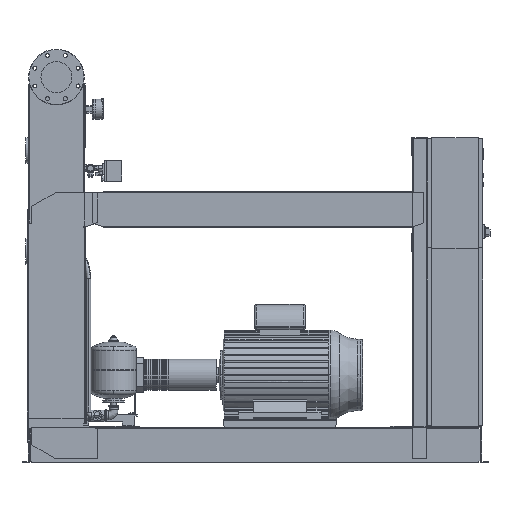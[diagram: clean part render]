
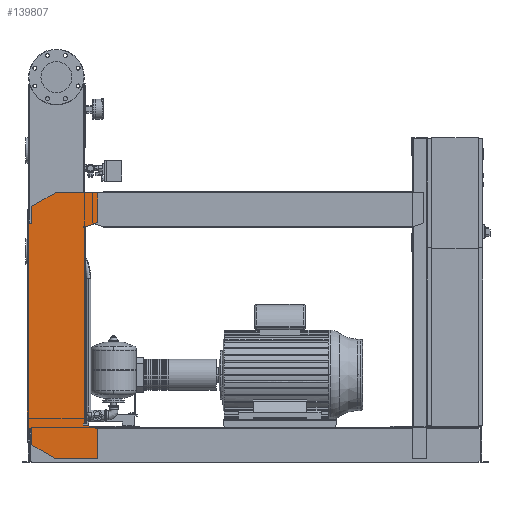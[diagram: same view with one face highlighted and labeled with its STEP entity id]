
A CAD part, front view. The second image highlights one B-rep face of the part: STEP entity #139807.
In plain terms, the highlighted free-form (B-spline) face has degree [1, 1] with [2, 2] control points.
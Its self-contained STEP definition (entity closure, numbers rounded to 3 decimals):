
#139292=CARTESIAN_POINT('',(-111.0,-463.5,1076.0));
#139293=VERTEX_POINT('',#139292);
#139300=CARTESIAN_POINT('',(-111.0,-463.5,1153.378));
#139301=VERTEX_POINT('',#139300);
#139302=CARTESIAN_POINT('',(-111.0,-463.5,1076.0));
#139303=DIRECTION('',(0.0,0.0,1.0));
#139304=VECTOR('',#139303,77.378);
#139305=LINE('',#139302,#139304);
#139306=EDGE_CURVE('',#139293,#139301,#139305,.T.);
#139324=CARTESIAN_POINT('',(-6.0,-463.5,1214.0));
#139325=VERTEX_POINT('',#139324);
#139326=CARTESIAN_POINT('',(-111.0,-463.5,1153.378));
#139327=DIRECTION('',(0.866,0.0,0.5));
#139328=VECTOR('',#139327,121.244);
#139329=LINE('',#139326,#139328);
#139330=EDGE_CURVE('',#139301,#139325,#139329,.T.);
#139348=CARTESIAN_POINT('',(186.0,-463.5,1214.0));
#139349=VERTEX_POINT('',#139348);
#139350=CARTESIAN_POINT('',(-6.0,-463.5,1214.0));
#139351=DIRECTION('',(1.0,0.0,0.0));
#139352=VECTOR('',#139351,192.0);
#139353=LINE('',#139350,#139352);
#139354=EDGE_CURVE('',#139325,#139349,#139353,.T.);
#139372=CARTESIAN_POINT('',(186.,-463.5,1080.379));
#139373=VERTEX_POINT('',#139372);
#139374=CARTESIAN_POINT('',(186.0,-463.5,1214.0));
#139375=DIRECTION('',(0.0,0.0,-1.0));
#139376=VECTOR('',#139375,133.621);
#139377=LINE('',#139374,#139376);
#139378=EDGE_CURVE('',#139349,#139373,#139377,.T.);
#139396=CARTESIAN_POINT('',(141.,-463.5,1064.0));
#139397=VERTEX_POINT('',#139396);
#139398=CARTESIAN_POINT('',(186.,-463.5,1080.379));
#139399=DIRECTION('',(-0.94,0.0,-0.342));
#139400=VECTOR('',#139399,47.888);
#139401=LINE('',#139398,#139400);
#139402=EDGE_CURVE('',#139373,#139397,#139401,.T.);
#139420=CARTESIAN_POINT('',(121.,-463.5,1064.0));
#139421=VERTEX_POINT('',#139420);
#139422=CARTESIAN_POINT('',(141.,-463.5,1064.0));
#139423=DIRECTION('',(-1.0,0.0,0.0));
#139424=VECTOR('',#139423,20.0);
#139425=LINE('',#139422,#139424);
#139426=EDGE_CURVE('',#139397,#139421,#139425,.T.);
#139444=CARTESIAN_POINT('',(121.,-463.5,1056.0));
#139445=VERTEX_POINT('',#139444);
#139446=CARTESIAN_POINT('',(121.,-463.5,1064.0));
#139447=DIRECTION('',(0.0,0.0,-1.0));
#139448=VECTOR('',#139447,8.0);
#139449=LINE('',#139446,#139448);
#139450=EDGE_CURVE('',#139421,#139445,#139449,.T.);
#139468=CARTESIAN_POINT('',(129.,-463.5,1056.0));
#139469=VERTEX_POINT('',#139468);
#139470=CARTESIAN_POINT('',(121.,-463.5,1056.0));
#139471=DIRECTION('',(1.0,0.0,0.0));
#139472=VECTOR('',#139471,8.0);
#139473=LINE('',#139470,#139472);
#139474=EDGE_CURVE('',#139445,#139469,#139473,.T.);
#139492=CARTESIAN_POINT('',(129.,-463.5,176.));
#139493=VERTEX_POINT('',#139492);
#139504=CARTESIAN_POINT('',(129.,-463.5,1056.0));
#139505=DIRECTION('',(0.0,0.0,-1.0));
#139506=VECTOR('',#139505,880.);
#139507=LINE('',#139504,#139506);
#139508=EDGE_CURVE('',#139469,#139493,#139507,.T.);
#139522=CARTESIAN_POINT('',(121.,-463.5,176.));
#139523=VERTEX_POINT('',#139522);
#139524=CARTESIAN_POINT('',(129.,-463.5,176.));
#139525=DIRECTION('',(-1.0,0.0,0.0));
#139526=VECTOR('',#139525,8.0);
#139527=LINE('',#139524,#139526);
#139528=EDGE_CURVE('',#139493,#139523,#139527,.T.);
#139546=CARTESIAN_POINT('',(121.,-463.5,168.));
#139547=VERTEX_POINT('',#139546);
#139548=CARTESIAN_POINT('',(121.,-463.5,176.));
#139549=DIRECTION('',(0.0,0.0,-1.0));
#139550=VECTOR('',#139549,8.0);
#139551=LINE('',#139548,#139550);
#139552=EDGE_CURVE('',#139523,#139547,#139551,.T.);
#139570=CARTESIAN_POINT('',(141.,-463.5,168.));
#139571=VERTEX_POINT('',#139570);
#139572=CARTESIAN_POINT('',(121.,-463.5,168.));
#139573=DIRECTION('',(1.0,0.0,0.0));
#139574=VECTOR('',#139573,20.0);
#139575=LINE('',#139572,#139574);
#139576=EDGE_CURVE('',#139547,#139571,#139575,.T.);
#139594=CARTESIAN_POINT('',(186.,-463.5,151.621));
#139595=VERTEX_POINT('',#139594);
#139596=CARTESIAN_POINT('',(141.,-463.5,168.));
#139597=DIRECTION('',(0.94,0.0,-0.342));
#139598=VECTOR('',#139597,47.888);
#139599=LINE('',#139596,#139598);
#139600=EDGE_CURVE('',#139571,#139595,#139599,.T.);
#139618=CARTESIAN_POINT('',(186.,-463.5,18.0));
#139619=VERTEX_POINT('',#139618);
#139620=CARTESIAN_POINT('',(186.,-463.5,151.621));
#139621=DIRECTION('',(0.0,0.0,-1.0));
#139622=VECTOR('',#139621,133.621);
#139623=LINE('',#139620,#139622);
#139624=EDGE_CURVE('',#139595,#139619,#139623,.T.);
#139642=CARTESIAN_POINT('',(-4.,-463.5,18.0));
#139643=VERTEX_POINT('',#139642);
#139644=CARTESIAN_POINT('',(186.,-463.5,18.0));
#139645=DIRECTION('',(-1.0,0.0,0.0));
#139646=VECTOR('',#139645,190.);
#139647=LINE('',#139644,#139646);
#139648=EDGE_CURVE('',#139619,#139643,#139647,.T.);
#139666=CARTESIAN_POINT('',(-111.,-463.5,79.776));
#139667=VERTEX_POINT('',#139666);
#139668=CARTESIAN_POINT('',(-4.,-463.5,18.0));
#139669=DIRECTION('',(-0.866,0.,0.5));
#139670=VECTOR('',#139669,123.553);
#139671=LINE('',#139668,#139670);
#139672=EDGE_CURVE('',#139643,#139667,#139671,.T.);
#139690=CARTESIAN_POINT('',(-111.,-463.5,156.0));
#139691=VERTEX_POINT('',#139690);
#139692=CARTESIAN_POINT('',(-111.,-463.5,79.776));
#139693=DIRECTION('',(0.0,0.0,1.0));
#139694=VECTOR('',#139693,76.224);
#139695=LINE('',#139692,#139694);
#139696=EDGE_CURVE('',#139667,#139691,#139695,.T.);
#139714=CARTESIAN_POINT('',(-131.,-463.5,156.0));
#139715=VERTEX_POINT('',#139714);
#139716=CARTESIAN_POINT('',(-111.,-463.5,156.0));
#139717=DIRECTION('',(-1.0,0.0,0.0));
#139718=VECTOR('',#139717,20.0);
#139719=LINE('',#139716,#139718);
#139720=EDGE_CURVE('',#139691,#139715,#139719,.T.);
#139738=CARTESIAN_POINT('',(-131.0,-463.5,1076.0));
#139739=VERTEX_POINT('',#139738);
#139752=CARTESIAN_POINT('',(-131.,-463.5,156.0));
#139753=DIRECTION('',(0.0,0.0,1.0));
#139754=VECTOR('',#139753,920.0);
#139755=LINE('',#139752,#139754);
#139756=EDGE_CURVE('',#139715,#139739,#139755,.T.);
#139770=CARTESIAN_POINT('',(-131.0,-463.5,1076.0));
#139771=DIRECTION('',(1.0,0.0,0.0));
#139772=VECTOR('',#139771,20.0);
#139773=LINE('',#139770,#139772);
#139774=EDGE_CURVE('',#139739,#139293,#139773,.T.);
#139780=CARTESIAN_POINT('',(-131.,-463.5,18.0));
#139781=CARTESIAN_POINT('',(186.0,-463.5,18.0));
#139782=CARTESIAN_POINT('',(-131.,-463.5,1214.0));
#139783=CARTESIAN_POINT('',(186.0,-463.5,1214.0));
#139784=B_SPLINE_SURFACE_WITH_KNOTS('',1,1,((#139780,#139782),(#139781,#139783)),.UNSPECIFIED.,.F.,.F.,.U.,(2,2),(2,2),(0.0,317.),(0.0,1196.0),.UNSPECIFIED.);
#139785=ORIENTED_EDGE('',*,*,#139774,.F.);
#139786=ORIENTED_EDGE('',*,*,#139756,.F.);
#139787=ORIENTED_EDGE('',*,*,#139720,.F.);
#139788=ORIENTED_EDGE('',*,*,#139696,.F.);
#139789=ORIENTED_EDGE('',*,*,#139672,.F.);
#139790=ORIENTED_EDGE('',*,*,#139648,.F.);
#139791=ORIENTED_EDGE('',*,*,#139624,.F.);
#139792=ORIENTED_EDGE('',*,*,#139600,.F.);
#139793=ORIENTED_EDGE('',*,*,#139576,.F.);
#139794=ORIENTED_EDGE('',*,*,#139552,.F.);
#139795=ORIENTED_EDGE('',*,*,#139528,.F.);
#139796=ORIENTED_EDGE('',*,*,#139508,.F.);
#139797=ORIENTED_EDGE('',*,*,#139474,.F.);
#139798=ORIENTED_EDGE('',*,*,#139450,.F.);
#139799=ORIENTED_EDGE('',*,*,#139426,.F.);
#139800=ORIENTED_EDGE('',*,*,#139402,.F.);
#139801=ORIENTED_EDGE('',*,*,#139378,.F.);
#139802=ORIENTED_EDGE('',*,*,#139354,.F.);
#139803=ORIENTED_EDGE('',*,*,#139330,.F.);
#139804=ORIENTED_EDGE('',*,*,#139306,.F.);
#139805=EDGE_LOOP('',(#139785,#139786,#139787,#139788,#139789,#139790,#139791,#139792,#139793,#139794,#139795,#139796,#139797,#139798,#139799,#139800,#139801,#139802,#139803,#139804));
#139806=FACE_OUTER_BOUND('',#139805,.T.);
#139807=ADVANCED_FACE('',(#139806),#139784,.T.);
